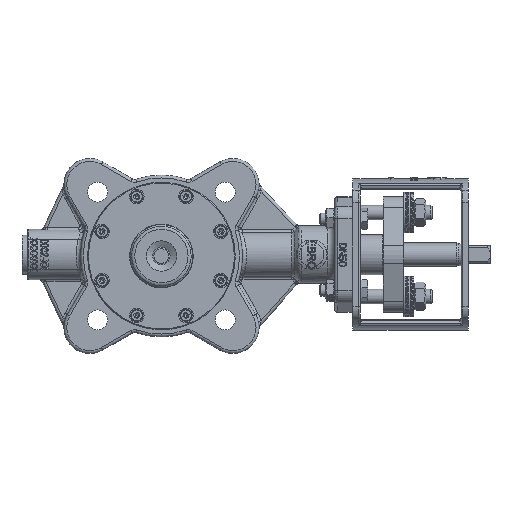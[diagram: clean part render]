
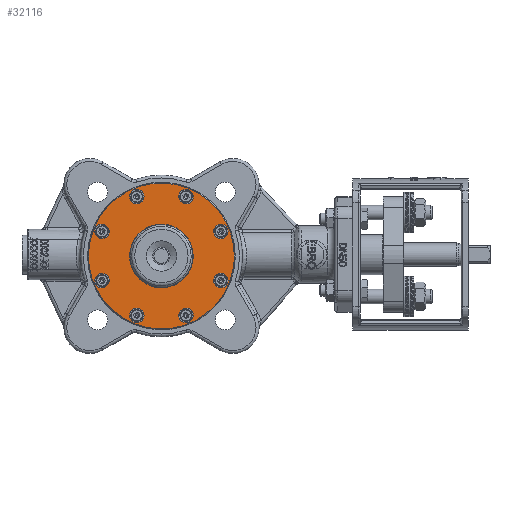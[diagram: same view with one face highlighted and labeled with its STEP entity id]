
A CAD part, front view. The second image highlights one B-rep face of the part: STEP entity #32116.
In plain terms, the highlighted planar face has unit normal (0, -1, 0).
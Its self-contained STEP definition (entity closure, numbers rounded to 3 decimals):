
#5857=PLANE('',#34652);
#6535=FACE_BOUND('',#10032,.T.);
#6536=FACE_BOUND('',#10033,.T.);
#6537=FACE_BOUND('',#10034,.T.);
#6538=FACE_BOUND('',#10035,.T.);
#6539=FACE_BOUND('',#10036,.T.);
#6540=FACE_BOUND('',#10037,.T.);
#6541=FACE_BOUND('',#10038,.T.);
#6542=FACE_BOUND('',#10039,.T.);
#6543=FACE_BOUND('',#10040,.T.);
#7689=FACE_OUTER_BOUND('',#10031,.T.);
#10031=EDGE_LOOP('',(#23732));
#10032=EDGE_LOOP('',(#23733));
#10033=EDGE_LOOP('',(#23734));
#10034=EDGE_LOOP('',(#23735));
#10035=EDGE_LOOP('',(#23736));
#10036=EDGE_LOOP('',(#23737));
#10037=EDGE_LOOP('',(#23738));
#10038=EDGE_LOOP('',(#23739));
#10039=EDGE_LOOP('',(#23740));
#10040=EDGE_LOOP('',(#23741));
#11924=CIRCLE('',#34604,0.5);
#11926=CIRCLE('',#34608,0.5);
#11929=CIRCLE('',#34613,0.5);
#11931=CIRCLE('',#34617,0.5);
#11934=CIRCLE('',#34622,0.5);
#11936=CIRCLE('',#34626,0.5);
#11938=CIRCLE('',#34630,0.5);
#11941=CIRCLE('',#34635,0.5);
#11948=CIRCLE('',#34648,5.05);
#11951=CIRCLE('',#34653,2.2);
#13934=VERTEX_POINT('',#85786);
#13936=VERTEX_POINT('',#85792);
#13939=VERTEX_POINT('',#85800);
#13941=VERTEX_POINT('',#85806);
#13944=VERTEX_POINT('',#85814);
#13946=VERTEX_POINT('',#85820);
#13948=VERTEX_POINT('',#85826);
#13951=VERTEX_POINT('',#85834);
#13958=VERTEX_POINT('',#85854);
#13961=VERTEX_POINT('',#85862);
#17456=EDGE_CURVE('',#13934,#13934,#11924,.T.);
#17458=EDGE_CURVE('',#13936,#13936,#11926,.T.);
#17461=EDGE_CURVE('',#13939,#13939,#11929,.T.);
#17463=EDGE_CURVE('',#13941,#13941,#11931,.T.);
#17466=EDGE_CURVE('',#13944,#13944,#11934,.T.);
#17468=EDGE_CURVE('',#13946,#13946,#11936,.T.);
#17470=EDGE_CURVE('',#13948,#13948,#11938,.T.);
#17473=EDGE_CURVE('',#13951,#13951,#11941,.T.);
#17480=EDGE_CURVE('',#13958,#13958,#11948,.T.);
#17483=EDGE_CURVE('',#13961,#13961,#11951,.T.);
#23732=ORIENTED_EDGE('',*,*,#17480,.F.);
#23733=ORIENTED_EDGE('',*,*,#17456,.T.);
#23734=ORIENTED_EDGE('',*,*,#17458,.T.);
#23735=ORIENTED_EDGE('',*,*,#17461,.T.);
#23736=ORIENTED_EDGE('',*,*,#17463,.T.);
#23737=ORIENTED_EDGE('',*,*,#17466,.T.);
#23738=ORIENTED_EDGE('',*,*,#17468,.T.);
#23739=ORIENTED_EDGE('',*,*,#17470,.T.);
#23740=ORIENTED_EDGE('',*,*,#17473,.T.);
#23741=ORIENTED_EDGE('',*,*,#17483,.T.);
#32116=ADVANCED_FACE('',(#7689,#6535,#6536,#6537,#6538,#6539,#6540,#6541,
#6542,#6543),#5857,.T.);
#34604=AXIS2_PLACEMENT_3D('',#85787,#39510,#39511);
#34608=AXIS2_PLACEMENT_3D('',#85793,#39518,#39519);
#34613=AXIS2_PLACEMENT_3D('',#85801,#39528,#39529);
#34617=AXIS2_PLACEMENT_3D('',#85807,#39536,#39537);
#34622=AXIS2_PLACEMENT_3D('',#85815,#39546,#39547);
#34626=AXIS2_PLACEMENT_3D('',#85821,#39554,#39555);
#34630=AXIS2_PLACEMENT_3D('',#85827,#39562,#39563);
#34635=AXIS2_PLACEMENT_3D('',#85835,#39572,#39573);
#34648=AXIS2_PLACEMENT_3D('',#85855,#39598,#39599);
#34652=AXIS2_PLACEMENT_3D('',#85861,#39606,#39607);
#34653=AXIS2_PLACEMENT_3D('',#85863,#39608,#39609);
#39510=DIRECTION('center_axis',(0.,1.,0.));
#39511=DIRECTION('ref_axis',(0.383,0.,0.924));
#39518=DIRECTION('center_axis',(0.,1.,0.));
#39519=DIRECTION('ref_axis',(-0.383,0.,0.924));
#39528=DIRECTION('center_axis',(0.,1.,0.));
#39529=DIRECTION('ref_axis',(-0.924,0.,0.383));
#39536=DIRECTION('center_axis',(0.,1.,0.));
#39537=DIRECTION('ref_axis',(-0.924,0.,-0.383));
#39546=DIRECTION('center_axis',(0.,1.,0.));
#39547=DIRECTION('ref_axis',(-0.383,0.,-0.924));
#39554=DIRECTION('center_axis',(0.,1.,0.));
#39555=DIRECTION('ref_axis',(0.383,0.,-0.924));
#39562=DIRECTION('center_axis',(0.,1.,0.));
#39563=DIRECTION('ref_axis',(0.924,0.,0.383));
#39572=DIRECTION('center_axis',(0.,1.,0.));
#39573=DIRECTION('ref_axis',(0.924,0.,-0.383));
#39598=DIRECTION('center_axis',(0.,1.,0.));
#39599=DIRECTION('ref_axis',(0.924,0.,-0.383));
#39606=DIRECTION('center_axis',(0.,-1.,0.));
#39607=DIRECTION('ref_axis',(-0.383,0.,-0.924));
#39608=DIRECTION('center_axis',(0.,1.,0.));
#39609=DIRECTION('ref_axis',(-0.924,0.,0.383));
#85786=CARTESIAN_POINT('',(4.303,-2.71,-1.241));
#85787=CARTESIAN_POINT('Origin',(4.111,-2.71,-1.703));
#85792=CARTESIAN_POINT('',(3.92,-2.71,2.165));
#85793=CARTESIAN_POINT('Origin',(4.111,-2.71,1.703));
#85800=CARTESIAN_POINT('',(1.241,-2.71,4.303));
#85801=CARTESIAN_POINT('Origin',(1.703,-2.71,4.111));
#85806=CARTESIAN_POINT('',(-2.165,-2.71,3.92));
#85807=CARTESIAN_POINT('Origin',(-1.703,-2.71,4.111));
#85814=CARTESIAN_POINT('',(-4.303,-2.71,1.241));
#85815=CARTESIAN_POINT('Origin',(-4.111,-2.71,1.703));
#85820=CARTESIAN_POINT('',(-3.92,-2.71,-2.165));
#85821=CARTESIAN_POINT('Origin',(-4.111,-2.71,-1.703));
#85826=CARTESIAN_POINT('',(2.165,-2.71,-3.92));
#85827=CARTESIAN_POINT('Origin',(1.703,-2.71,-4.111));
#85834=CARTESIAN_POINT('',(-1.241,-2.71,-4.303));
#85835=CARTESIAN_POINT('Origin',(-1.703,-2.71,-4.111));
#85854=CARTESIAN_POINT('',(-4.666,-2.71,1.933));
#85855=CARTESIAN_POINT('Origin',(0.,-2.71,0.));
#85861=CARTESIAN_POINT('Origin',(-3.384,-2.71,1.402));
#85862=CARTESIAN_POINT('',(-2.033,-2.71,0.842));
#85863=CARTESIAN_POINT('Origin',(0.,-2.71,0.));
